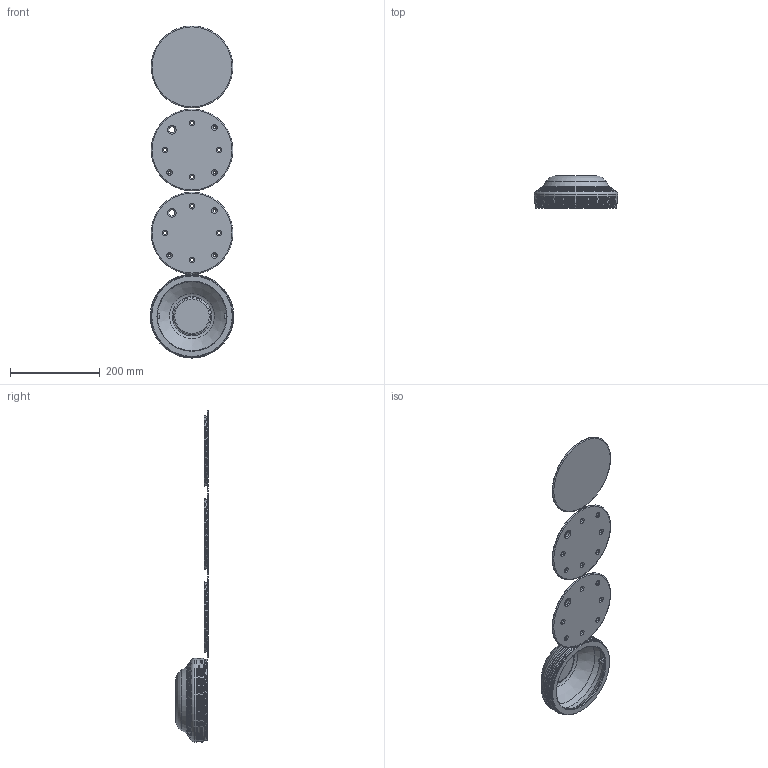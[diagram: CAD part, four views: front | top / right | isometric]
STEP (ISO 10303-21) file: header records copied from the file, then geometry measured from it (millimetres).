
FILE_DESCRIPTION(/* description */ (''),/* implementation_level */ '2;1');
FILE_NAME(/* name */ 'THE_TUB.step',/* time_stamp */ '2021-10-28T14:47:23+01:00',/* author */ (''),/* organization */ (''),/* preprocessor_version */ 'ST-DEVELOPER v18.1',/* originating_system */ 'Autodesk Translation Framework v10.10.0.1391',/* authorisation */ '');
FILE_SCHEMA (('AUTOMOTIVE_DESIGN { 1 0 10303 214 3 1 1 }'));
Length unit declared in the file: millimetre
Products named in the file (5): BADOOM_CAD; TUB; DIMPLE_SPEAKER_LID; SPEAKER_LID; SMOOTH_LID
Assembly tree (4 placements, depth 2):
  BADOOM_CAD
    TUB
    DIMPLE_SPEAKER_LID
    SPEAKER_LID
    SMOOTH_LID
Bounding box: 186.11 x 73.14 x 739.05 mm (x, y, z)
Volume: 832185.5 mm3; surface area: 283665.1 mm2
Topology: 4 solids, 4 shells, 141 faces, 354 edges, 228 vertices
Faces by surface type: cone 49, torus 41, plane 33, cylinder 16, bspline 2
Full cylindrical faces by diameter (mm): 153.772 x4, 156.036 x4, 176.879 x1, 179.067 x1, 181.331 x1, 182 x3, 186.109 x2
Entity records: 5154 total; most frequent: CARTESIAN_POINT 1385, DIRECTION 865, ORIENTED_EDGE 708, AXIS2_PLACEMENT_3D 377, EDGE_CURVE 354, CIRCLE 229, VERTEX_POINT 228, EDGE_LOOP 180
